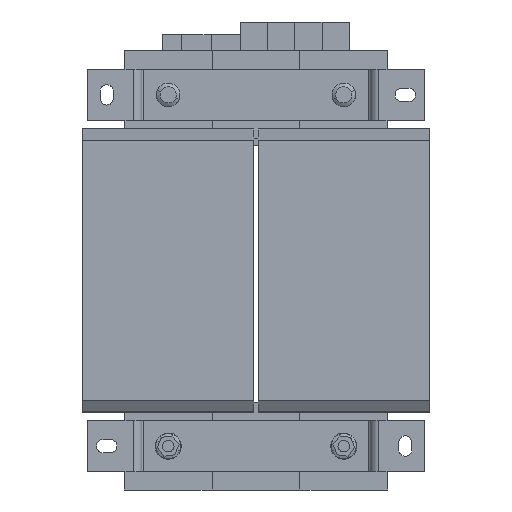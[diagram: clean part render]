
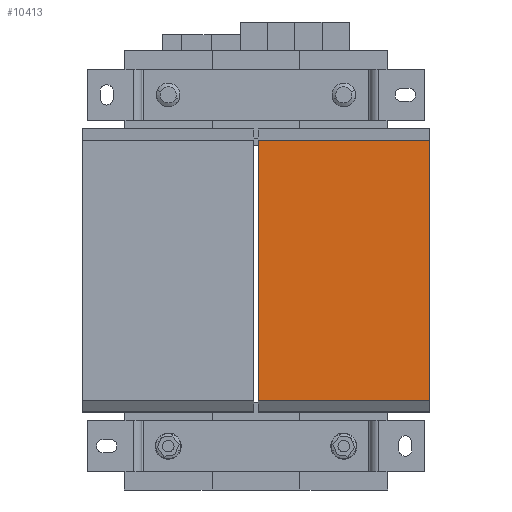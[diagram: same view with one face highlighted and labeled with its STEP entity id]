
A CAD part, front view. The second image highlights one B-rep face of the part: STEP entity #10413.
In plain terms, the highlighted planar face has unit normal (0, -1, 0).
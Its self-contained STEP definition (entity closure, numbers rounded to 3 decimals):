
#168 = AXIS2_PLACEMENT_3D ( 'NONE', #12711, #7299, #11613 ) ;
#793 = ORIENTED_EDGE ( 'NONE', *, *, #4908, .F. ) ;
#2465 = VECTOR ( 'NONE', #10465, 1000. ) ;
#2513 = DIRECTION ( 'NONE',  ( 1., 0., 0. ) ) ;
#2956 = PLANE ( 'NONE',  #168 ) ;
#3697 = EDGE_CURVE ( 'Defeature ausgef�hrt2_21+Defeature ausgef�hrt2_20+Defeature ausgef�hrt2_34+Defeature ausgef�hrt2_35', #13186, #8922, #11425, .T. ) ;
#3701 = EDGE_LOOP ( 'NONE', ( #7467, #4922, #793, #14616 ) ) ;
#3776 = LINE ( 'NONE', #14779, #9822 ) ;
#3966 = CARTESIAN_POINT ( 'NONE',  ( 1.5, -66., 89. ) ) ;
#4167 = LINE ( 'NONE', #5640, #6519 ) ;
#4908 = EDGE_CURVE ( 'Defeature ausgef�hrt2_34+Defeature ausgef�hrt2_20+Defeature ausgef�hrt2_19+Defeature ausgef�hrt2_21', #7906, #13186, #3776, .T. ) ;
#4922 = ORIENTED_EDGE ( 'NONE', *, *, #3697, .F. ) ;
#5640 = CARTESIAN_POINT ( 'NONE',  ( 118.5, -66., -89. ) ) ;
#6217 = CARTESIAN_POINT ( 'NONE',  ( 118.5, -66., -89. ) ) ;
#6519 = VECTOR ( 'NONE', #11162, 1000. ) ;
#7299 = DIRECTION ( 'NONE',  ( 0., 1., 0. ) ) ;
#7467 = ORIENTED_EDGE ( 'NONE', *, *, #10780, .T. ) ;
#7876 = CARTESIAN_POINT ( 'NONE',  ( 1.5, -66., -89. ) ) ;
#7906 = VERTEX_POINT ( 'NONE', #7876 ) ;
#8922 = VERTEX_POINT ( 'NONE', #13069 ) ;
#9822 = VECTOR ( 'NONE', #16252, 1000. ) ;
#10046 = LINE ( 'NONE', #14418, #2465 ) ;
#10413 = ADVANCED_FACE ( 'Defeature ausgef�hrt2_20', ( #12836 ), #2956, .F. ) ;
#10465 = DIRECTION ( 'NONE',  ( 1., 0., 0. ) ) ;
#10592 = VERTEX_POINT ( 'NONE', #6217 ) ;
#10780 = EDGE_CURVE ( 'Defeature ausgef�hrt2_20+Defeature ausgef�hrt2_35+Defeature ausgef�hrt2_19+Defeature ausgef�hrt2_21', #10592, #8922, #4167, .T. ) ;
#11162 = DIRECTION ( 'NONE',  ( 0., 0., 1. ) ) ;
#11425 = LINE ( 'NONE', #3966, #13374 ) ;
#11613 = DIRECTION ( 'NONE',  ( 1., 0., 0. ) ) ;
#12711 = CARTESIAN_POINT ( 'NONE',  ( 1.5, -66., -89. ) ) ;
#12836 = FACE_OUTER_BOUND ( 'NONE', #3701, .T. ) ;
#13069 = CARTESIAN_POINT ( 'NONE',  ( 118.5, -66., 89. ) ) ;
#13186 = VERTEX_POINT ( 'NONE', #14189 ) ;
#13374 = VECTOR ( 'NONE', #2513, 1000. ) ;
#13752 = EDGE_CURVE ( 'Defeature ausgef�hrt2_20+Defeature ausgef�hrt2_19+Defeature ausgef�hrt2_34+Defeature ausgef�hrt2_35', #7906, #10592, #10046, .T. ) ;
#14189 = CARTESIAN_POINT ( 'NONE',  ( 1.5, -66., 89. ) ) ;
#14418 = CARTESIAN_POINT ( 'NONE',  ( 1.5, -66., -89. ) ) ;
#14616 = ORIENTED_EDGE ( 'NONE', *, *, #13752, .T. ) ;
#14779 = CARTESIAN_POINT ( 'NONE',  ( 1.5, -66., -89. ) ) ;
#16252 = DIRECTION ( 'NONE',  ( 0., 0., 1. ) ) ;
